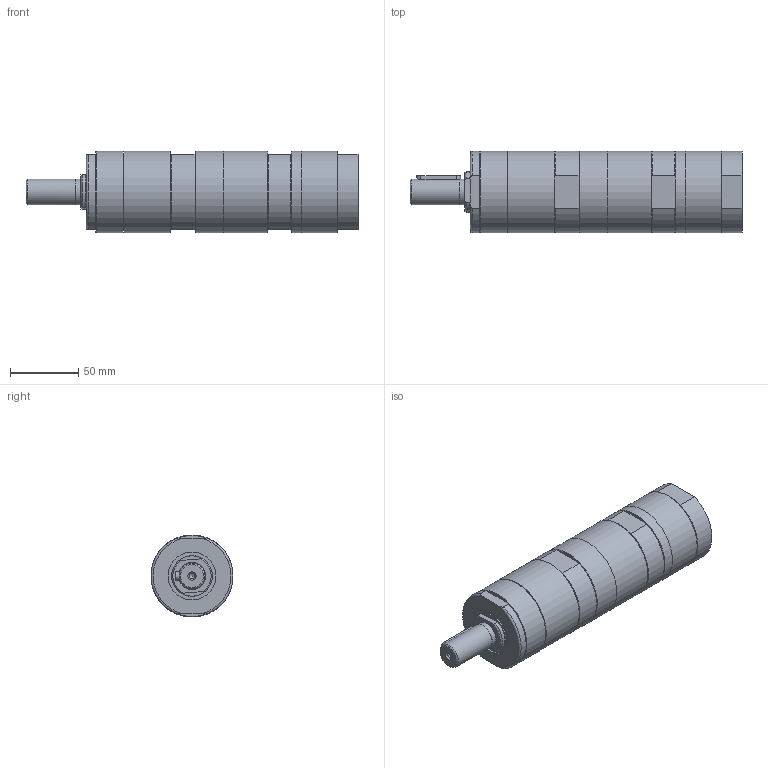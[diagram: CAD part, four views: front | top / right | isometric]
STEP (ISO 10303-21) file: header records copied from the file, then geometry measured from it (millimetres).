
FILE_DESCRIPTION(/* description */ (''),/* implementation_level */ '2;1');
FILE_NAME(/* name */ 'MRD 120-1200_60002277.stp',/* time_stamp */ '2018-08-31T11:58:28+02:00',/* author */ ('FLambert'),/* organization */ (''),/* preprocessor_version */ 'ST-DEVELOPER v17',/* originating_system */ 'Autodesk Inventor 2018',/* authorisation */ '');
FILE_SCHEMA (('AUTOMOTIVE_DESIGN { 1 0 10303 214 3 1 1 }'));
Length unit declared in the file: millimetre
Products named in the file (1): MRD 120-1200_60002277
Bounding box: 243 x 60 x 60 mm (x, y, z)
Volume: 559305.4 mm3; surface area: 54754.8 mm2
Topology: 1 solids, 6 shells, 227 faces, 581 edges, 385 vertices
Faces by surface type: plane 127, cylinder 50, cone 38, bspline 7, torus 3, sphere 2
Full cylindrical faces by diameter (mm): 1.55 x2, 3.6 x1, 4 x2, 4.134 x1, 5 x1, 5.5 x1, 14.95 x2, 18.631 x1, 18.8 x1, 19 x1, 29.95 x1, 35 x1, 53.178 x1, 53.376 x1, 54.383 x1, 55.178 x1, 55.376 x1, 57 x1, 60 x6
Entity records: 7379 total; most frequent: CARTESIAN_POINT 1558, ORIENTED_EDGE 1158, DIRECTION 1155, EDGE_CURVE 579, AXIS2_PLACEMENT_3D 427, VERTEX_POINT 385, LINE 301, VECTOR 301
